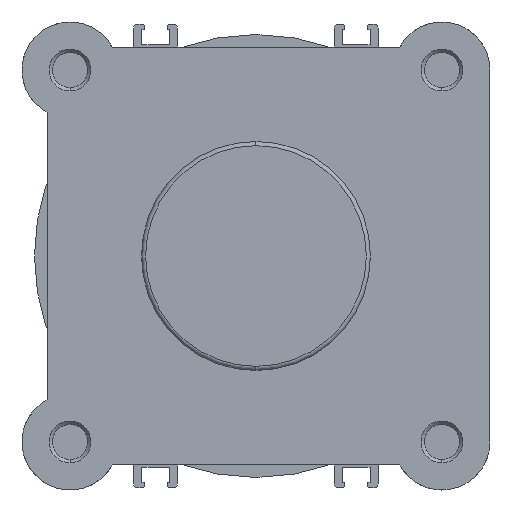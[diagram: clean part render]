
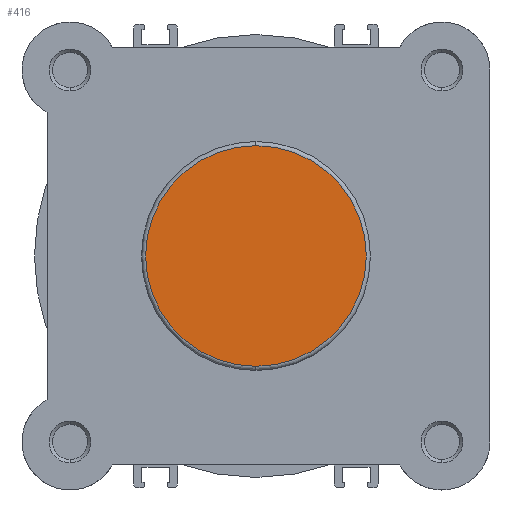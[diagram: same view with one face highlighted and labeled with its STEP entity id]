
A CAD part, left-side view. The second image highlights one B-rep face of the part: STEP entity #416.
In plain terms, the highlighted planar face has unit normal (-1, 0, 0).
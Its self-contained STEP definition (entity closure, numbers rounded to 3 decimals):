
#208 = EDGE_CURVE ( 'NONE', #931, #930, #3697, .T. ) ;
#416 = ADVANCED_FACE ( 'NONE', ( #3999 ), #1573, .F. ) ;
#796 = CARTESIAN_POINT ( 'NONE',  ( 0., 0., 0. ) ) ;
#797 = DIRECTION ( 'NONE',  ( -1., 0., 0. ) ) ;
#798 = DIRECTION ( 'NONE',  ( 0., 0., -1. ) ) ;
#930 = VERTEX_POINT ( 'NONE', #2239 ) ;
#931 = VERTEX_POINT ( 'NONE', #2240 ) ;
#1573 = PLANE ( 'NONE',  #3087 ) ;
#1576 = CARTESIAN_POINT ( 'NONE',  ( 0., 27.4, 0. ) ) ;
#1582 = DIRECTION ( 'NONE',  ( 1., 0., 0. ) ) ;
#1583 = DIRECTION ( 'NONE',  ( 0., 0., -1. ) ) ;
#2239 = CARTESIAN_POINT ( 'NONE',  ( 0., 0., 26.4 ) ) ;
#2240 = CARTESIAN_POINT ( 'NONE',  ( 0., 0., -26.4 ) ) ;
#2377 = EDGE_CURVE ( 'NONE', #930, #931, #4234, .T. ) ;
#2866 = AXIS2_PLACEMENT_3D ( 'NONE', #796, #797, #798 ) ;
#3087 = AXIS2_PLACEMENT_3D ( 'NONE', #1576, #1582, #1583 ) ;
#3194 = AXIS2_PLACEMENT_3D ( 'NONE', #4958, #4964, #4965 ) ;
#3697 = CIRCLE ( 'NONE', #2866, 26.4 ) ;
#3999 = FACE_OUTER_BOUND ( 'NONE', #6679, .T. ) ;
#4234 = CIRCLE ( 'NONE', #3194, 26.4 ) ;
#4958 = CARTESIAN_POINT ( 'NONE',  ( 0., 0., 0. ) ) ;
#4964 = DIRECTION ( 'NONE',  ( -1., 0., 0. ) ) ;
#4965 = DIRECTION ( 'NONE',  ( 0., 0., -1. ) ) ;
#6271 = ORIENTED_EDGE ( 'NONE', *, *, #208, .T. ) ;
#6272 = ORIENTED_EDGE ( 'NONE', *, *, #2377, .T. ) ;
#6679 = EDGE_LOOP ( 'NONE', ( #6271, #6272 ) ) ;
